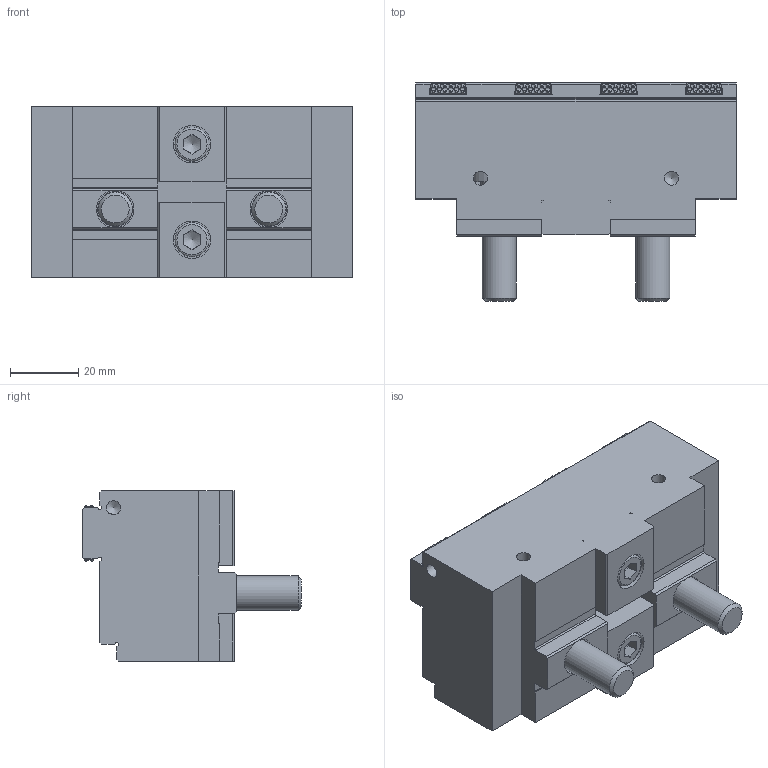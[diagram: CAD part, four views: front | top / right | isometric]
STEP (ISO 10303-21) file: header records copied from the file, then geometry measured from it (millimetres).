
FILE_DESCRIPTION(/* description */ (''),/* implementation_level */ '2;1');
FILE_NAME(/* name */ '301-0094-011_Kunde.stp',/* time_stamp */ '2023-01-20T13:14:28+01:00',/* author */ ('Chiacchiera'),/* organization */ (''),/* preprocessor_version */ 'ST-DEVELOPER v19.2',/* originating_system */ 'Autodesk Inventor 2023',/* authorisation */ '');
FILE_SCHEMA (('AUTOMOTIVE_DESIGN { 1 0 10303 214 3 1 1 }'));
Length unit declared in the file: millimetre
Products named in the file (1): 301-0094-011_Kunde
Bounding box: 94 x 64 x 50 mm (x, y, z)
Volume: 159793.3 mm3; surface area: 33474.5 mm2
Topology: 1 solids, 18 shells, 995 faces, 2780 edges, 1811 vertices
Faces by surface type: plane 587, cylinder 309, cone 84, torus 15
Full cylindrical faces by diameter (mm): 2.459 x7, 3 x7, 3.5 x7, 4.134 x3, 4.917 x2, 5 x7, 6 x2, 6.3 x2, 10 x4, 11 x4, 16 x2, 18 x2
Entity records: 36042 total; most frequent: CARTESIAN_POINT 9756, ORIENTED_EDGE 5500, DIRECTION 4983, EDGE_CURVE 2750, VERTEX_POINT 1811, LINE 1671, VECTOR 1671, AXIS2_PLACEMENT_3D 1656
